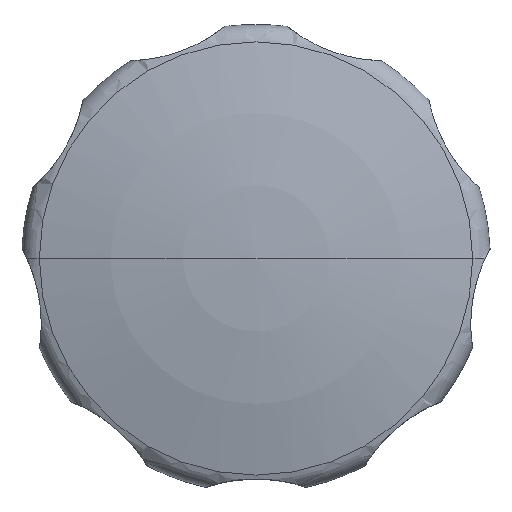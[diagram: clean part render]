
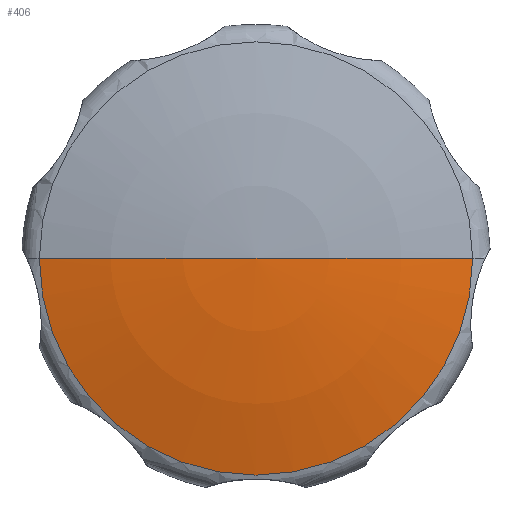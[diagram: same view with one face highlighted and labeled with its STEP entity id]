
A CAD part, top view. The second image highlights one B-rep face of the part: STEP entity #406.
In plain terms, the highlighted spherical face has radius 55.383 mm.
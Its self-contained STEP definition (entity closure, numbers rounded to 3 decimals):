
#334=EDGE_CURVE('',#356,#416,#747,.T.);
#348=VERTEX_POINT('',#762);
#356=VERTEX_POINT('',#771);
#402=EDGE_CURVE('',#348,#356,#821,.T.);
#406=ADVANCED_FACE('',(#825),#826,.T.);
#416=VERTEX_POINT('',#837);
#548=EDGE_CURVE('',#348,#416,#982,.T.);
#747=CIRCLE('',#1298,55.383);
#762=CARTESIAN_POINT('',(-13.876,0.,17.234));
#771=CARTESIAN_POINT('',(0.,0.,19.0));
#821=CIRCLE('',#1503,55.383);
#825=FACE_OUTER_BOUND('',#1507,.T.);
#826=SPHERICAL_SURFACE('',#1508,55.383);
#837=CARTESIAN_POINT('',(13.876,0.,17.234));
#982=CIRCLE('',#2033,13.876);
#1298=AXIS2_PLACEMENT_3D('',#2352,#2353,#2354);
#1503=AXIS2_PLACEMENT_3D('',#2452,#2453,#2454);
#1507=EDGE_LOOP('',(#2456,#2457,#2458));
#1508=AXIS2_PLACEMENT_3D('',#2459,#2460,#2461);
#2033=AXIS2_PLACEMENT_3D('',#2621,#2622,#2623);
#2352=CARTESIAN_POINT('',(0.,0.,-36.383));
#2353=DIRECTION('',(0.,1.0,0.0));
#2354=DIRECTION('',(0.0,-0.0,-1.0));
#2452=CARTESIAN_POINT('',(0.,0.,-36.383));
#2453=DIRECTION('',(0.,1.0,0.0));
#2454=DIRECTION('',(0.0,-0.0,-1.0));
#2456=ORIENTED_EDGE('',*,*,#402,.F.);
#2457=ORIENTED_EDGE('',*,*,#548,.T.);
#2458=ORIENTED_EDGE('',*,*,#334,.F.);
#2459=CARTESIAN_POINT('',(0.,0.,-36.383));
#2460=DIRECTION('',(0.0,0.0,1.0));
#2461=DIRECTION('',(-1.0,0.,0.0));
#2621=CARTESIAN_POINT('',(0.,0.,17.234));
#2622=DIRECTION('',(0.0,0.0,1.0));
#2623=DIRECTION('',(-1.0,0.,0.0));
